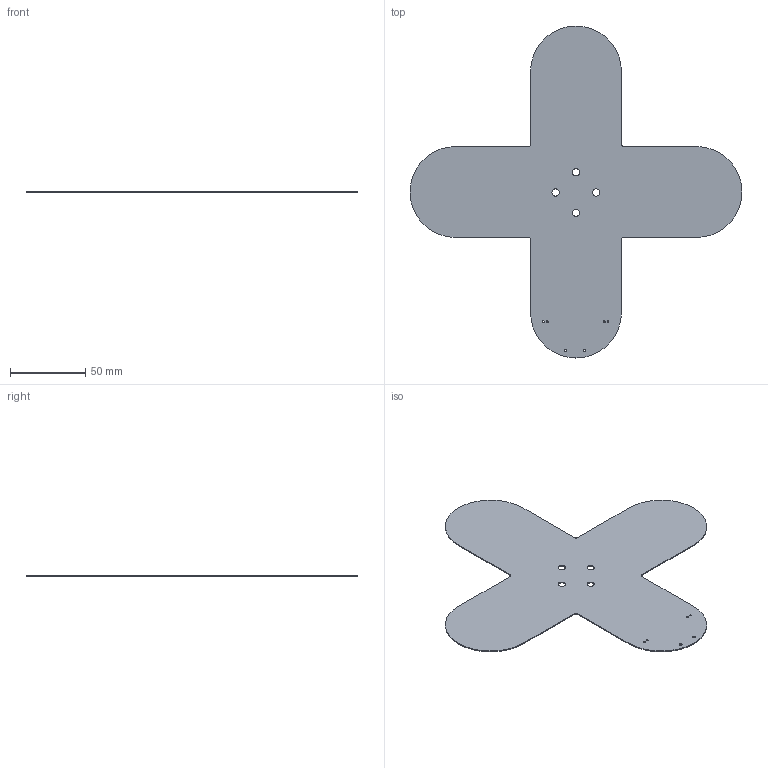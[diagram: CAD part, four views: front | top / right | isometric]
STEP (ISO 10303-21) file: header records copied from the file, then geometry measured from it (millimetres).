
FILE_DESCRIPTION(('KiCad electronic assembly'),'2;1');
FILE_NAME('Project NEO Zia.step','2025-10-09T23:15:33',('Pcbnew'),( 'Kicad'),'Open CASCADE STEP processor 7.8','KiCad to STEP converter' ,'Unknown');
FILE_SCHEMA(('AUTOMOTIVE_DESIGN { 1 0 10303 214 1 1 1 1 }'));
Length unit declared in the file: millimetre
Products named in the file (2): Project NEO Zia 1; Project NEO Zia REV 7_5_2_PCB
Assembly tree (1 placements, depth 2):
  Project NEO Zia 1
    Project NEO Zia REV 7_5_2_PCB
Bounding box: 220.2 x 220.2 x 0.61 mm (x, y, z)
Volume: 12979.8 mm3; surface area: 43082.8 mm2
Topology: 1 solids, 1 shells, 28 faces, 78 edges, 52 vertices
Faces by surface type: cylinder 18, plane 10
Full cylindrical faces by diameter (mm): 1.19 x4, 1.9 x2, 4.826 x4
Entity records: 995 total; most frequent: DIRECTION 174, CARTESIAN_POINT 160, ORIENTED_EDGE 156, EDGE_CURVE 78, AXIS2_PLACEMENT_3D 66, VERTEX_POINT 52, FACE_BOUND 48, EDGE_LOOP 48
